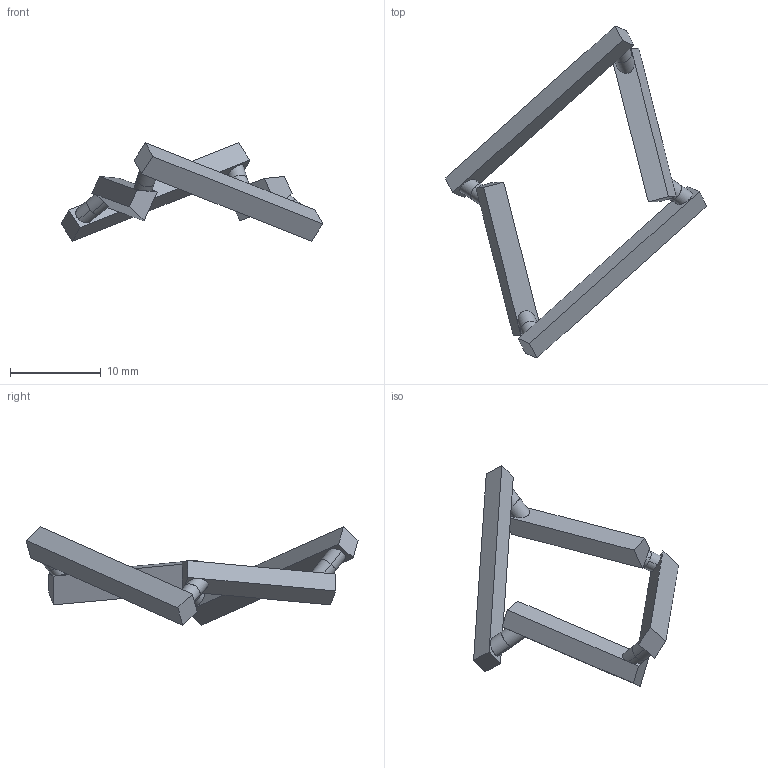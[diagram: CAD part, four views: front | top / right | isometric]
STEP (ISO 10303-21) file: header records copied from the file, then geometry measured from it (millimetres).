
FILE_DESCRIPTION(/* description */ (''),/* implementation_level */ '2;1');
FILE_NAME(/* name */ 'linkage',/* time_stamp */ '2021-02-20T19:27:01+00:00',/* author */ (''),/* organization */ (''),/* preprocessor_version */ 'ST-DEVELOPER v16.5',/* originating_system */ '',/* authorisation */ '');
FILE_SCHEMA (('CONFIG_CONTROL_DESIGN'));
Length unit declared in the file: millimetre
Products named in the file (1): Document
Bounding box: 28.86 x 36.64 x 10.89 mm (x, y, z)
Volume: 526 mm3; surface area: 949 mm2
Topology: 4 solids, 4 shells, 48 faces, 96 edges, 64 vertices
Faces by surface type: plane 32, cylinder 16
Entity records: 1428 total; most frequent: CARTESIAN_POINT 610, ORIENTED_EDGE 192, EDGE_CURVE 96, B_SPLINE_CURVE_WITH_KNOTS 64, VERTEX_POINT 64, EDGE_LOOP 56, DIRECTION 52, AXIS2_PLACEMENT_3D 50
